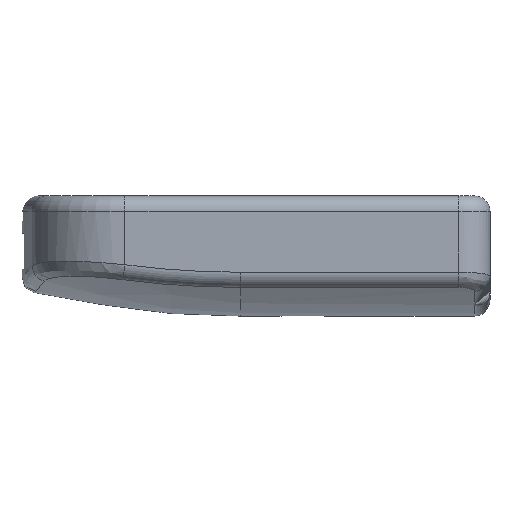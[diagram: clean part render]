
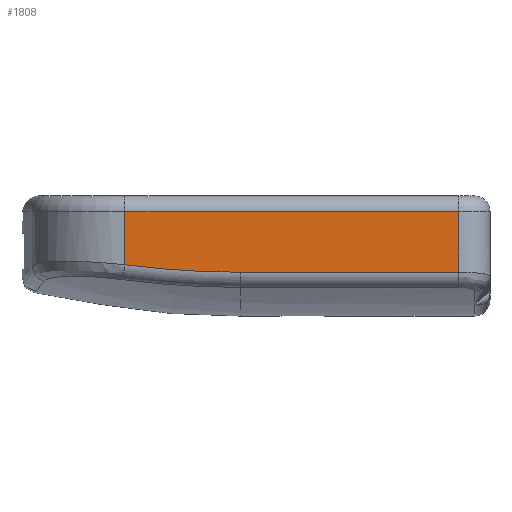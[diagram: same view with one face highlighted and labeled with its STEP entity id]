
A CAD part, front view. The second image highlights one B-rep face of the part: STEP entity #1808.
In plain terms, the highlighted planar face has unit normal (0, -1, 0).
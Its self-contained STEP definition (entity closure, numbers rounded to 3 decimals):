
#170 = CARTESIAN_POINT ( 'NONE',  ( 0., -15.5, 60. ) ) ;
#171 = DIRECTION ( 'NONE',  ( 0., -1., 0. ) ) ;
#172 = DIRECTION ( 'NONE',  ( 0., 0., -1. ) ) ;
#214 = LINE ( 'NONE', #215, #1507 ) ;
#215 = CARTESIAN_POINT ( 'NONE',  ( -14., -15.5, 6.7 ) ) ;
#216 = DIRECTION ( 'NONE',  ( -1., 0., 0. ) ) ;
#270 = LINE ( 'NONE', #271, #1338 ) ;
#271 = CARTESIAN_POINT ( 'NONE',  ( 14., -15.5, 7.7 ) ) ;
#272 = DIRECTION ( 'NONE',  ( 0., 0., 1. ) ) ;
#291 = LINE ( 'NONE', #292, #1401 ) ;
#292 = CARTESIAN_POINT ( 'NONE',  ( -14., -15.5, 2.81 ) ) ;
#293 = DIRECTION ( 'NONE',  ( 1., 0., 0. ) ) ;
#451 = PLANE ( 'NONE',  #1308 ) ;
#452 = CARTESIAN_POINT ( 'NONE',  ( -14., -15.5, 2.037 ) ) ;
#453 = DIRECTION ( 'NONE',  ( 0., -1., 0. ) ) ;
#454 = DIRECTION ( 'NONE',  ( 0., 0., -1. ) ) ;
#471 = LINE ( 'NONE', #472, #1379 ) ;
#472 = CARTESIAN_POINT ( 'NONE',  ( -7.388, -15.5, 2.037 ) ) ;
#473 = DIRECTION ( 'NONE',  ( 0., 0., -1. ) ) ;
#1049 = VERTEX_POINT ( 'NONE', #2032 ) ;
#1063 = EDGE_LOOP ( 'NONE', ( #1282, #1286, #1284, #1169, #1170 ) ) ;
#1169 = ORIENTED_EDGE ( 'NONE', *, *, #1738, .T. ) ;
#1170 = ORIENTED_EDGE ( 'NONE', *, *, #1776, .T. ) ;
#1186 = VERTEX_POINT ( 'NONE', #2054 ) ;
#1187 = VERTEX_POINT ( 'NONE', #2055 ) ;
#1240 = VERTEX_POINT ( 'NONE', #2069 ) ;
#1245 = VERTEX_POINT ( 'NONE', #2073 ) ;
#1282 = ORIENTED_EDGE ( 'NONE', *, *, #1769, .T. ) ;
#1284 = ORIENTED_EDGE ( 'NONE', *, *, #1814, .T. ) ;
#1286 = ORIENTED_EDGE ( 'NONE', *, *, #1750, .T. ) ;
#1308 = AXIS2_PLACEMENT_3D ( 'NONE', #452, #453, #454 ) ;
#1338 = VECTOR ( 'NONE', #272, 1000. ) ;
#1379 = VECTOR ( 'NONE', #473, 1000. ) ;
#1401 = VECTOR ( 'NONE', #293, 1000. ) ;
#1468 = FACE_OUTER_BOUND ( 'NONE', #1063, .T. ) ;
#1490 = AXIS2_PLACEMENT_3D ( 'NONE', #170, #171, #172 ) ;
#1507 = VECTOR ( 'NONE', #216, 1000. ) ;
#1581 = CIRCLE ( 'NONE', #1490, 57.19 ) ;
#1738 = EDGE_CURVE ( 'NONE', #1187, #1245, #1581, .T. ) ;
#1750 = EDGE_CURVE ( 'NONE', #1240, #1186, #214, .T. ) ;
#1769 = EDGE_CURVE ( 'NONE', #1049, #1240, #270, .T. ) ;
#1776 = EDGE_CURVE ( 'NONE', #1245, #1049, #291, .T. ) ;
#1808 = ADVANCED_FACE ( 'NONE', ( #1468 ), #451, .T. ) ;
#1814 = EDGE_CURVE ( 'NONE', #1186, #1187, #471, .T. ) ;
#2032 = CARTESIAN_POINT ( 'NONE',  ( 14., -15.5, 2.81 ) ) ;
#2054 = CARTESIAN_POINT ( 'NONE',  ( -7.388, -15.5, 6.7 ) ) ;
#2055 = CARTESIAN_POINT ( 'NONE',  ( -7.388, -15.5, 3.289 ) ) ;
#2069 = CARTESIAN_POINT ( 'NONE',  ( 14., -15.5, 6.7 ) ) ;
#2073 = CARTESIAN_POINT ( 'NONE',  ( 0., -15.5, 2.81 ) ) ;
